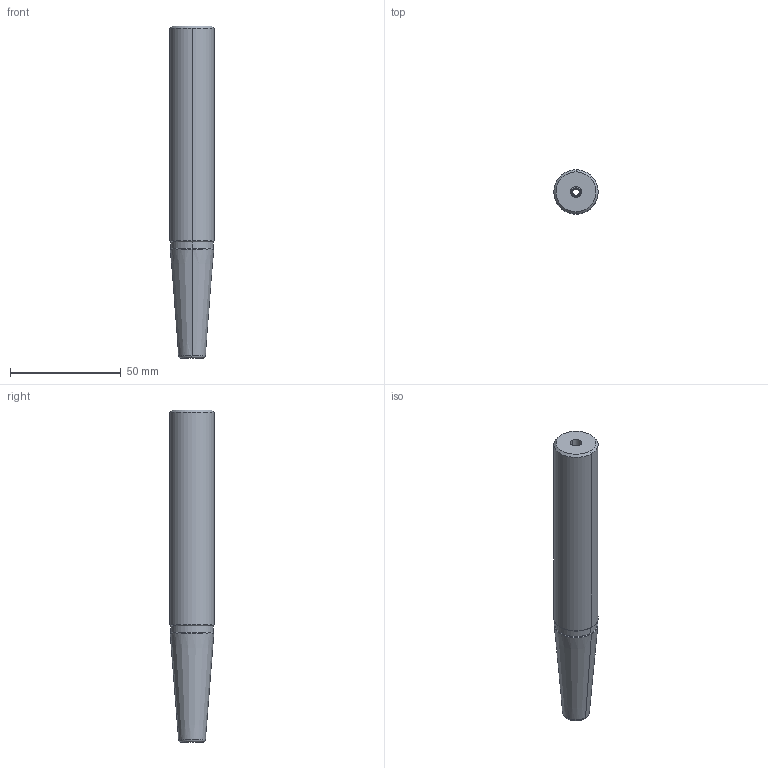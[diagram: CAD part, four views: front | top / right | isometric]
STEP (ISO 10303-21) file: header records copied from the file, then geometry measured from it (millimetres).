
FILE_DESCRIPTION((''),'2;1');
FILE_NAME('120_70_08','2020-09-24T',('103090'),(''),'CREO PARAMETRIC BY PTC INC, 2016260','CREO PARAMETRIC BY PTC INC, 2016260','');
FILE_SCHEMA(('CONFIG_CONTROL_DESIGN'));
Length unit declared in the file: millimetre
Products named in the file (1): 120_70_08
Bounding box: 20 x 20 x 150 mm (x, y, z)
Volume: 37653.9 mm3; surface area: 11724.3 mm2
Topology: 1 solids, 1 shells, 36 faces, 76 edges, 44 vertices
Faces by surface type: cone 14, plane 10, cylinder 10, torus 2
Entity records: 1044 total; most frequent: CARTESIAN_POINT 219, DIRECTION 176, ORIENTED_EDGE 152, EDGE_CURVE 76, AXIS2_PLACEMENT_3D 73, VERTEX_POINT 44, EDGE_LOOP 40, FACE_OUTER_BOUND 36
